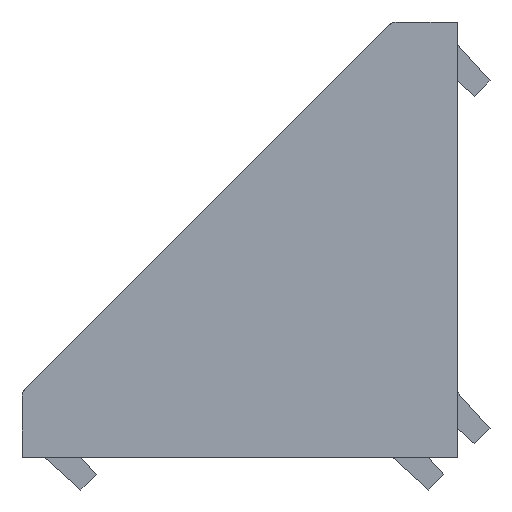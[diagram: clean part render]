
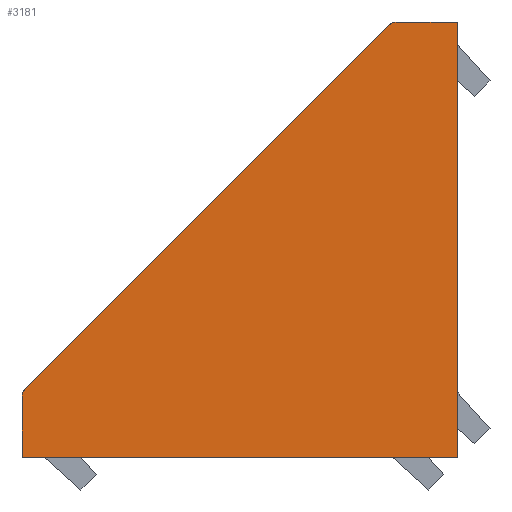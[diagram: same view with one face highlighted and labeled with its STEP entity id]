
A CAD part, left-side view. The second image highlights one B-rep face of the part: STEP entity #3181.
In plain terms, the highlighted face is planar.
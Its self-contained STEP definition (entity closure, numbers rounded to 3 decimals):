
#335 = PLANE('',#336);
#336 = AXIS2_PLACEMENT_3D('',#337,#338,#339);
#337 = CARTESIAN_POINT('',(0.,0.,8.5));
#338 = DIRECTION('',(0.,1.,0.));
#339 = DIRECTION('',(0.,-0.,1.));
#851 = CYLINDRICAL_SURFACE('',#852,0.5);
#852 = AXIS2_PLACEMENT_3D('',#853,#854,#855);
#853 = CARTESIAN_POINT('',(19.5,2.793,8.5));
#854 = DIRECTION('',(0.,-0.,1.));
#855 = DIRECTION('',(-1.,0.,0.));
#2966 = CYLINDRICAL_SURFACE('',#2967,0.5);
#2967 = AXIS2_PLACEMENT_3D('',#2968,#2969,#2970);
#2968 = CARTESIAN_POINT('',(2.793,19.5,8.5));
#2969 = DIRECTION('',(0.,-0.,1.));
#2970 = DIRECTION('',(-1.,0.,0.));
#3147 = PLANE('',#3148);
#3148 = AXIS2_PLACEMENT_3D('',#3149,#3150,#3151);
#3149 = CARTESIAN_POINT('',(19.854,3.147,8.5));
#3150 = DIRECTION('',(-0.707,-0.707,0.));
#3151 = DIRECTION('',(0.707,-0.707,0.));
#3181 = ADVANCED_FACE('',(#3182),#3196,.T.);
#3182 = FACE_BOUND('',#3183,.T.);
#3183 = EDGE_LOOP('',(#3184,#3219,#3247,#3270,#3298,#3322,#3345));
#3184 = ORIENTED_EDGE('',*,*,#3185,.T.);
#3185 = EDGE_CURVE('',#3186,#3188,#3190,.T.);
#3186 = VERTEX_POINT('',#3187);
#3187 = CARTESIAN_POINT('',(2.793,20.,8.5));
#3188 = VERTEX_POINT('',#3189);
#3189 = CARTESIAN_POINT('',(0.,20.,8.5));
#3190 = SURFACE_CURVE('',#3191,(#3195,#3207),.PCURVE_S1.);
#3191 = LINE('',#3192,#3193);
#3192 = CARTESIAN_POINT('',(2.793,20.,8.5));
#3193 = VECTOR('',#3194,1.);
#3194 = DIRECTION('',(-1.,0.,0.));
#3195 = PCURVE('',#3196,#3201);
#3196 = PLANE('',#3197);
#3197 = AXIS2_PLACEMENT_3D('',#3198,#3199,#3200);
#3198 = CARTESIAN_POINT('',(19.5,2.793,8.5));
#3199 = DIRECTION('',(0.,0.,1.));
#3200 = DIRECTION('',(1.,0.,-0.));
#3201 = DEFINITIONAL_REPRESENTATION('',(#3202),#3206);
#3202 = LINE('',#3203,#3204);
#3203 = CARTESIAN_POINT('',(-16.707,17.207));
#3204 = VECTOR('',#3205,1.);
#3205 = DIRECTION('',(-1.,0.));
#3206 = ( GEOMETRIC_REPRESENTATION_CONTEXT(2) 
PARAMETRIC_REPRESENTATION_CONTEXT() REPRESENTATION_CONTEXT('2D SPACE',''
  ) );
#3207 = PCURVE('',#3208,#3213);
#3208 = PLANE('',#3209);
#3209 = AXIS2_PLACEMENT_3D('',#3210,#3211,#3212);
#3210 = CARTESIAN_POINT('',(2.793,20.,8.5));
#3211 = DIRECTION('',(0.,-1.,0.));
#3212 = DIRECTION('',(0.,0.,-1.));
#3213 = DEFINITIONAL_REPRESENTATION('',(#3214),#3218);
#3214 = LINE('',#3215,#3216);
#3215 = CARTESIAN_POINT('',(0.,0.));
#3216 = VECTOR('',#3217,1.);
#3217 = DIRECTION('',(0.,-1.));
#3218 = ( GEOMETRIC_REPRESENTATION_CONTEXT(2) 
PARAMETRIC_REPRESENTATION_CONTEXT() REPRESENTATION_CONTEXT('2D SPACE',''
  ) );
#3219 = ORIENTED_EDGE('',*,*,#3220,.T.);
#3220 = EDGE_CURVE('',#3188,#3221,#3223,.T.);
#3221 = VERTEX_POINT('',#3222);
#3222 = CARTESIAN_POINT('',(0.,0.,8.5));
#3223 = SURFACE_CURVE('',#3224,(#3228,#3235),.PCURVE_S1.);
#3224 = LINE('',#3225,#3226);
#3225 = CARTESIAN_POINT('',(0.,20.,8.5));
#3226 = VECTOR('',#3227,1.);
#3227 = DIRECTION('',(0.,-1.,0.));
#3228 = PCURVE('',#3196,#3229);
#3229 = DEFINITIONAL_REPRESENTATION('',(#3230),#3234);
#3230 = LINE('',#3231,#3232);
#3231 = CARTESIAN_POINT('',(-19.5,17.207));
#3232 = VECTOR('',#3233,1.);
#3233 = DIRECTION('',(0.,-1.));
#3234 = ( GEOMETRIC_REPRESENTATION_CONTEXT(2) 
PARAMETRIC_REPRESENTATION_CONTEXT() REPRESENTATION_CONTEXT('2D SPACE',''
  ) );
#3235 = PCURVE('',#3236,#3241);
#3236 = PLANE('',#3237);
#3237 = AXIS2_PLACEMENT_3D('',#3238,#3239,#3240);
#3238 = CARTESIAN_POINT('',(0.,20.,8.5));
#3239 = DIRECTION('',(1.,0.,-0.));
#3240 = DIRECTION('',(-0.,0.,-1.));
#3241 = DEFINITIONAL_REPRESENTATION('',(#3242),#3246);
#3242 = LINE('',#3243,#3244);
#3243 = CARTESIAN_POINT('',(0.,0.));
#3244 = VECTOR('',#3245,1.);
#3245 = DIRECTION('',(-0.,-1.));
#3246 = ( GEOMETRIC_REPRESENTATION_CONTEXT(2) 
PARAMETRIC_REPRESENTATION_CONTEXT() REPRESENTATION_CONTEXT('2D SPACE',''
  ) );
#3247 = ORIENTED_EDGE('',*,*,#3248,.T.);
#3248 = EDGE_CURVE('',#3221,#3249,#3251,.T.);
#3249 = VERTEX_POINT('',#3250);
#3250 = CARTESIAN_POINT('',(20.,0.,8.5));
#3251 = SURFACE_CURVE('',#3252,(#3256,#3263),.PCURVE_S1.);
#3252 = LINE('',#3253,#3254);
#3253 = CARTESIAN_POINT('',(0.,0.,8.5));
#3254 = VECTOR('',#3255,1.);
#3255 = DIRECTION('',(1.,0.,0.));
#3256 = PCURVE('',#3196,#3257);
#3257 = DEFINITIONAL_REPRESENTATION('',(#3258),#3262);
#3258 = LINE('',#3259,#3260);
#3259 = CARTESIAN_POINT('',(-19.5,-2.793));
#3260 = VECTOR('',#3261,1.);
#3261 = DIRECTION('',(1.,0.));
#3262 = ( GEOMETRIC_REPRESENTATION_CONTEXT(2) 
PARAMETRIC_REPRESENTATION_CONTEXT() REPRESENTATION_CONTEXT('2D SPACE',''
  ) );
#3263 = PCURVE('',#335,#3264);
#3264 = DEFINITIONAL_REPRESENTATION('',(#3265),#3269);
#3265 = LINE('',#3266,#3267);
#3266 = CARTESIAN_POINT('',(0.,0.));
#3267 = VECTOR('',#3268,1.);
#3268 = DIRECTION('',(0.,1.));
#3269 = ( GEOMETRIC_REPRESENTATION_CONTEXT(2) 
PARAMETRIC_REPRESENTATION_CONTEXT() REPRESENTATION_CONTEXT('2D SPACE',''
  ) );
#3270 = ORIENTED_EDGE('',*,*,#3271,.T.);
#3271 = EDGE_CURVE('',#3249,#3272,#3274,.T.);
#3272 = VERTEX_POINT('',#3273);
#3273 = CARTESIAN_POINT('',(20.,2.793,8.5));
#3274 = SURFACE_CURVE('',#3275,(#3279,#3286),.PCURVE_S1.);
#3275 = LINE('',#3276,#3277);
#3276 = CARTESIAN_POINT('',(20.,0.,8.5));
#3277 = VECTOR('',#3278,1.);
#3278 = DIRECTION('',(0.,1.,0.));
#3279 = PCURVE('',#3196,#3280);
#3280 = DEFINITIONAL_REPRESENTATION('',(#3281),#3285);
#3281 = LINE('',#3282,#3283);
#3282 = CARTESIAN_POINT('',(0.5,-2.793));
#3283 = VECTOR('',#3284,1.);
#3284 = DIRECTION('',(0.,1.));
#3285 = ( GEOMETRIC_REPRESENTATION_CONTEXT(2) 
PARAMETRIC_REPRESENTATION_CONTEXT() REPRESENTATION_CONTEXT('2D SPACE',''
  ) );
#3286 = PCURVE('',#3287,#3292);
#3287 = PLANE('',#3288);
#3288 = AXIS2_PLACEMENT_3D('',#3289,#3290,#3291);
#3289 = CARTESIAN_POINT('',(20.,0.,8.5));
#3290 = DIRECTION('',(-1.,0.,0.));
#3291 = DIRECTION('',(0.,0.,1.));
#3292 = DEFINITIONAL_REPRESENTATION('',(#3293),#3297);
#3293 = LINE('',#3294,#3295);
#3294 = CARTESIAN_POINT('',(0.,0.));
#3295 = VECTOR('',#3296,1.);
#3296 = DIRECTION('',(0.,1.));
#3297 = ( GEOMETRIC_REPRESENTATION_CONTEXT(2) 
PARAMETRIC_REPRESENTATION_CONTEXT() REPRESENTATION_CONTEXT('2D SPACE',''
  ) );
#3298 = ORIENTED_EDGE('',*,*,#3299,.T.);
#3299 = EDGE_CURVE('',#3272,#3300,#3302,.T.);
#3300 = VERTEX_POINT('',#3301);
#3301 = CARTESIAN_POINT('',(19.854,3.147,8.5));
#3302 = SURFACE_CURVE('',#3303,(#3308,#3315),.PCURVE_S1.);
#3303 = CIRCLE('',#3304,0.5);
#3304 = AXIS2_PLACEMENT_3D('',#3305,#3306,#3307);
#3305 = CARTESIAN_POINT('',(19.5,2.793,8.5));
#3306 = DIRECTION('',(0.,0.,1.));
#3307 = DIRECTION('',(1.,0.,-0.));
#3308 = PCURVE('',#3196,#3309);
#3309 = DEFINITIONAL_REPRESENTATION('',(#3310),#3314);
#3310 = CIRCLE('',#3311,0.5);
#3311 = AXIS2_PLACEMENT_2D('',#3312,#3313);
#3312 = CARTESIAN_POINT('',(0.,0.));
#3313 = DIRECTION('',(1.,0.));
#3314 = ( GEOMETRIC_REPRESENTATION_CONTEXT(2) 
PARAMETRIC_REPRESENTATION_CONTEXT() REPRESENTATION_CONTEXT('2D SPACE',''
  ) );
#3315 = PCURVE('',#851,#3316);
#3316 = DEFINITIONAL_REPRESENTATION('',(#3317),#3321);
#3317 = LINE('',#3318,#3319);
#3318 = CARTESIAN_POINT('',(3.142,0.));
#3319 = VECTOR('',#3320,1.);
#3320 = DIRECTION('',(1.,0.));
#3321 = ( GEOMETRIC_REPRESENTATION_CONTEXT(2) 
PARAMETRIC_REPRESENTATION_CONTEXT() REPRESENTATION_CONTEXT('2D SPACE',''
  ) );
#3322 = ORIENTED_EDGE('',*,*,#3323,.T.);
#3323 = EDGE_CURVE('',#3300,#3324,#3326,.T.);
#3324 = VERTEX_POINT('',#3325);
#3325 = CARTESIAN_POINT('',(3.147,19.854,8.5));
#3326 = SURFACE_CURVE('',#3327,(#3331,#3338),.PCURVE_S1.);
#3327 = LINE('',#3328,#3329);
#3328 = CARTESIAN_POINT('',(19.854,3.147,8.5));
#3329 = VECTOR('',#3330,1.);
#3330 = DIRECTION('',(-0.707,0.707,0.));
#3331 = PCURVE('',#3196,#3332);
#3332 = DEFINITIONAL_REPRESENTATION('',(#3333),#3337);
#3333 = LINE('',#3334,#3335);
#3334 = CARTESIAN_POINT('',(0.354,0.354));
#3335 = VECTOR('',#3336,1.);
#3336 = DIRECTION('',(-0.707,0.707));
#3337 = ( GEOMETRIC_REPRESENTATION_CONTEXT(2) 
PARAMETRIC_REPRESENTATION_CONTEXT() REPRESENTATION_CONTEXT('2D SPACE',''
  ) );
#3338 = PCURVE('',#3147,#3339);
#3339 = DEFINITIONAL_REPRESENTATION('',(#3340),#3344);
#3340 = LINE('',#3341,#3342);
#3341 = CARTESIAN_POINT('',(0.,0.));
#3342 = VECTOR('',#3343,1.);
#3343 = DIRECTION('',(-1.,0.));
#3344 = ( GEOMETRIC_REPRESENTATION_CONTEXT(2) 
PARAMETRIC_REPRESENTATION_CONTEXT() REPRESENTATION_CONTEXT('2D SPACE',''
  ) );
#3345 = ORIENTED_EDGE('',*,*,#3346,.T.);
#3346 = EDGE_CURVE('',#3324,#3186,#3347,.T.);
#3347 = SURFACE_CURVE('',#3348,(#3353,#3360),.PCURVE_S1.);
#3348 = CIRCLE('',#3349,0.5);
#3349 = AXIS2_PLACEMENT_3D('',#3350,#3351,#3352);
#3350 = CARTESIAN_POINT('',(2.793,19.5,8.5));
#3351 = DIRECTION('',(0.,0.,1.));
#3352 = DIRECTION('',(1.,0.,-0.));
#3353 = PCURVE('',#3196,#3354);
#3354 = DEFINITIONAL_REPRESENTATION('',(#3355),#3359);
#3355 = CIRCLE('',#3356,0.5);
#3356 = AXIS2_PLACEMENT_2D('',#3357,#3358);
#3357 = CARTESIAN_POINT('',(-16.707,16.707));
#3358 = DIRECTION('',(1.,0.));
#3359 = ( GEOMETRIC_REPRESENTATION_CONTEXT(2) 
PARAMETRIC_REPRESENTATION_CONTEXT() REPRESENTATION_CONTEXT('2D SPACE',''
  ) );
#3360 = PCURVE('',#2966,#3361);
#3361 = DEFINITIONAL_REPRESENTATION('',(#3362),#3366);
#3362 = LINE('',#3363,#3364);
#3363 = CARTESIAN_POINT('',(3.142,0.));
#3364 = VECTOR('',#3365,1.);
#3365 = DIRECTION('',(1.,0.));
#3366 = ( GEOMETRIC_REPRESENTATION_CONTEXT(2) 
PARAMETRIC_REPRESENTATION_CONTEXT() REPRESENTATION_CONTEXT('2D SPACE',''
  ) );
